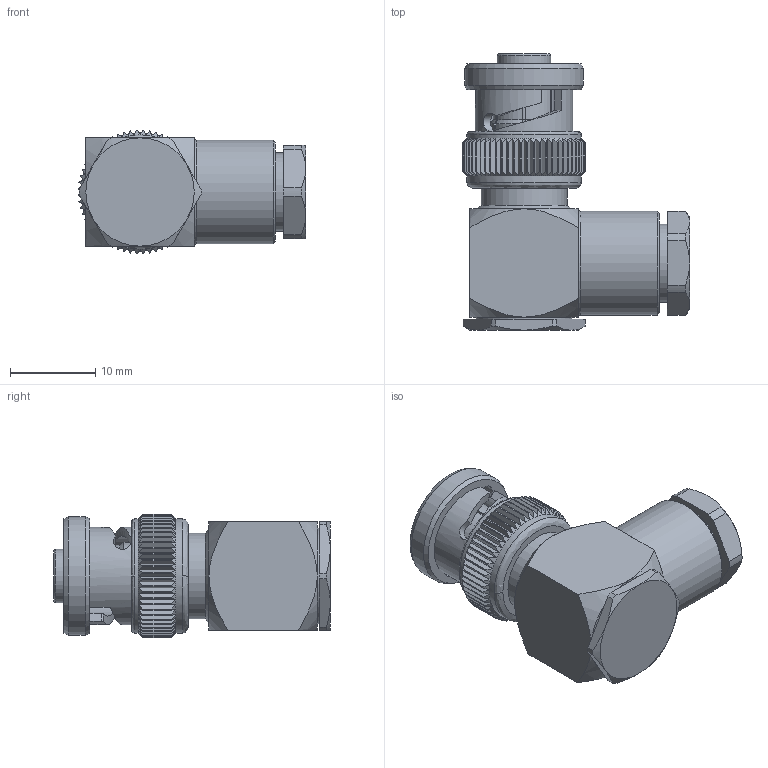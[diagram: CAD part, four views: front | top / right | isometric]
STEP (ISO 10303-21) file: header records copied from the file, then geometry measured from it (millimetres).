
FILE_DESCRIPTION (( 'STEP AP203' ), '1' );
FILE_NAME ('PE4227_3D.STEP', '2020-12-14T16:29:24', ( '' ), ( '' ), 'SwSTEP 2.0', 'SolidWorks 2018', '' );
FILE_SCHEMA (( 'CONFIG_CONTROL_DESIGN' ));
Length unit declared in the file: inch
Products named in the file (1): PE4227_3D
Bounding box: 26.65 x 32.42 x 14.46 mm (x, y, z)
Volume: 5069.4 mm3; surface area: 3795.9 mm2
Topology: 1 solids, 1 shells, 470 faces, 1077 edges, 622 vertices
Faces by surface type: plane 187, cone 154, cylinder 109, bspline 12, torus 8
Full cylindrical faces by diameter (mm): 1.334 x1, 2.054 x1, 2.129 x1, 4.879 x1, 6.25 x1, 6.4 x1, 7.877 x1, 8.569 x1, 9.157 x1, 9.395 x1, 10.083 x1, 11.176 x1, 11.395 x1, 12.192 x1, 13.38 x2, 13.922 x1
Entity records: 14924 total; most frequent: CARTESIAN_POINT 4927, ORIENTED_EDGE 2084, DIRECTION 2016, EDGE_CURVE 1042, AXIS2_PLACEMENT_3D 849, VERTEX_POINT 612, EDGE_LOOP 512, FACE_OUTER_BOUND 489
